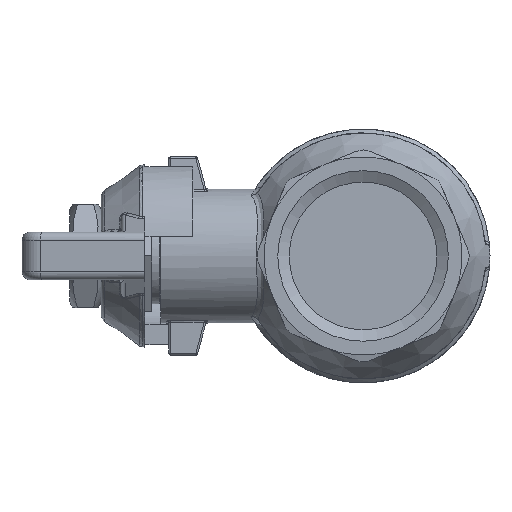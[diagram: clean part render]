
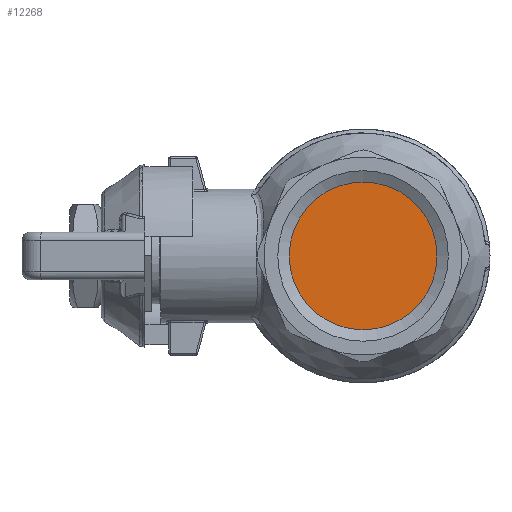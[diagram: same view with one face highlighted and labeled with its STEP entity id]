
A CAD part, left-side view. The second image highlights one B-rep face of the part: STEP entity #12268.
In plain terms, the highlighted planar face has unit normal (-1, 0, 0).
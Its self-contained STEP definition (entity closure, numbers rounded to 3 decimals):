
#469 = CARTESIAN_POINT ( 'NONE',  ( -17.121, -12.629, -0.006 ) ) ;
#1218 = EDGE_CURVE ( 'NONE', #14962, #14962, #1483, .T. ) ;
#1483 = CIRCLE ( 'NONE', #9403, 9.316 ) ;
#2448 = EDGE_LOOP ( 'NONE', ( #8200 ) ) ;
#8200 = ORIENTED_EDGE ( 'NONE', *, *, #1218, .F. ) ;
#8319 = FACE_OUTER_BOUND ( 'NONE', #2448, .T. ) ;
#9403 = AXIS2_PLACEMENT_3D ( 'NONE', #15834, #11290, #9449 ) ;
#9449 = DIRECTION ( 'NONE',  ( 0., -1., 0. ) ) ;
#9751 = AXIS2_PLACEMENT_3D ( 'NONE', #469, #13077, #16269 ) ;
#11290 = DIRECTION ( 'NONE',  ( 1., 0., 0. ) ) ;
#12268 = ADVANCED_FACE ( 'NONE', ( #8319 ), #14423, .F. ) ;
#13077 = DIRECTION ( 'NONE',  ( 1., 0., 0. ) ) ;
#14423 = PLANE ( 'NONE',  #9751 ) ;
#14962 = VERTEX_POINT ( 'NONE', #18273 ) ;
#15834 = CARTESIAN_POINT ( 'NONE',  ( -17.121, -4.472, -0.006 ) ) ;
#16269 = DIRECTION ( 'NONE',  ( 0., 1., 0. ) ) ;
#18273 = CARTESIAN_POINT ( 'NONE',  ( -17.121, -13.787, -0.006 ) ) ;
